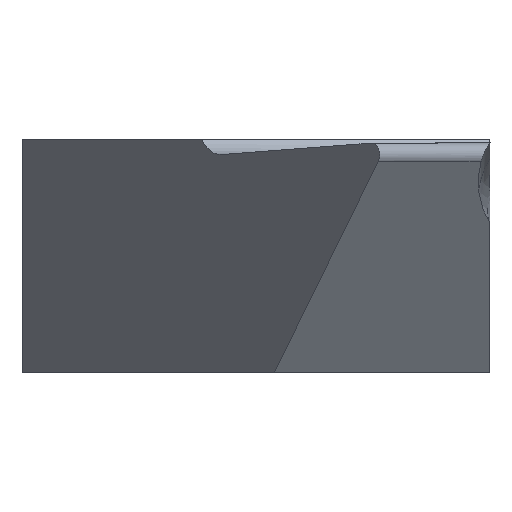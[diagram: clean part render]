
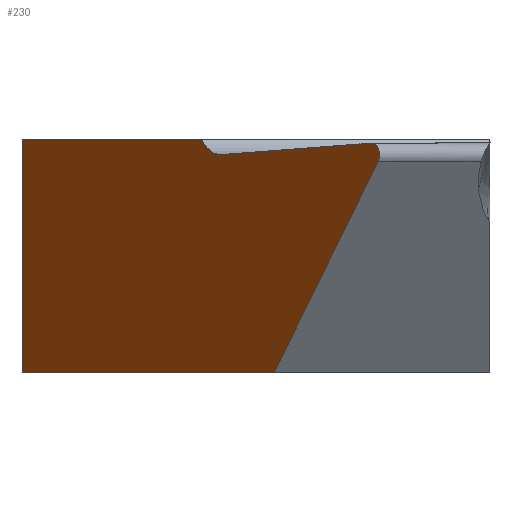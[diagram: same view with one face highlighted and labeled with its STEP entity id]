
A CAD part, left-side view. The second image highlights one B-rep face of the part: STEP entity #230.
In plain terms, the highlighted planar face has unit normal (-0.574, 0.819, 0).
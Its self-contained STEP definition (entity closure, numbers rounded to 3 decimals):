
#48 = VERTEX_POINT ( 'NONE', #1030 ) ;
#69 = LINE ( 'NONE', #574, #311 ) ;
#80 = EDGE_CURVE ( 'NONE', #633, #621, #209, .T. ) ;
#113 = DIRECTION ( 'NONE',  ( -0.819, -0.574, 0. ) ) ;
#141 = VERTEX_POINT ( 'NONE', #744 ) ;
#152 = CARTESIAN_POINT ( 'NONE',  ( -7.337, -1.475, -0.053 ) ) ;
#153 = VERTEX_POINT ( 'NONE', #560 ) ;
#159 = EDGE_LOOP ( 'NONE', ( #1056, #285, #340, #331, #763, #890, #429 ) ) ;
#168 = EDGE_CURVE ( 'NONE', #48, #153, #69, .T. ) ;
#209 = LINE ( 'NONE', #567, #843 ) ;
#225 = CARTESIAN_POINT ( 'NONE',  ( -4.233, 0.698, 0. ) ) ;
#230 = ADVANCED_FACE ( 'NONE', ( #252 ), #767, .T. ) ;
#252 = FACE_OUTER_BOUND ( 'NONE', #159, .T. ) ;
#274 = AXIS2_PLACEMENT_3D ( 'NONE', #677, #1071, #841 ) ;
#285 = ORIENTED_EDGE ( 'NONE', *, *, #915, .F. ) ;
#288 = CARTESIAN_POINT ( 'NONE',  ( -7.468, -1.567, -0.289 ) ) ;
#308 = LINE ( 'NONE', #527, #952 ) ;
#311 = VECTOR ( 'NONE', #817, 1000. ) ;
#319 = CARTESIAN_POINT ( 'NONE',  ( -4.452, 0.545, -0.208 ) ) ;
#331 = ORIENTED_EDGE ( 'NONE', *, *, #1087, .F. ) ;
#340 = ORIENTED_EDGE ( 'NONE', *, *, #80, .T. ) ;
#402 =( BOUNDED_CURVE ( )  B_SPLINE_CURVE ( 3, ( #1016, #696, #785, #288 ),
 .UNSPECIFIED., .F., .T. ) 
 B_SPLINE_CURVE_WITH_KNOTS ( ( 4, 4 ),
 ( 4.663, 6.897 ),
 .UNSPECIFIED. ) 
 CURVE ( )  GEOMETRIC_REPRESENTATION_ITEM ( )  RATIONAL_B_SPLINE_CURVE ( ( 1., 0.626, 0.626, 1. ) ) 
 REPRESENTATION_ITEM ( '' )  );
#429 = ORIENTED_EDGE ( 'NONE', *, *, #1074, .T. ) ;
#482 = VERTEX_POINT ( 'NONE', #800 ) ;
#527 = CARTESIAN_POINT ( 'NONE',  ( -7.019, -1.252, -0.929 ) ) ;
#531 = DIRECTION ( 'NONE',  ( 0.818, 0.573, -0.044 ) ) ;
#560 = CARTESIAN_POINT ( 'NONE',  ( -4.233, 0.698, 0. ) ) ;
#567 = CARTESIAN_POINT ( 'NONE',  ( -8.891, -2.563, 0.03 ) ) ;
#574 = CARTESIAN_POINT ( 'NONE',  ( -9., -2.64, 0. ) ) ;
#585 = LINE ( 'NONE', #1121, #759 ) ;
#590 = DIRECTION ( 'NONE',  ( 0., 0., 1. ) ) ;
#591 =( BOUNDED_CURVE ( )  B_SPLINE_CURVE ( 3, ( #225, #642, #319, #884 ),
 .UNSPECIFIED., .F., .F. ) 
 B_SPLINE_CURVE_WITH_KNOTS ( ( 4, 4 ),
 ( 3.835, 4.81 ),
 .UNSPECIFIED. ) 
 CURVE ( )  GEOMETRIC_REPRESENTATION_ITEM ( )  RATIONAL_B_SPLINE_CURVE ( ( 1., 0.922, 0.922, 1. ) ) 
 REPRESENTATION_ITEM ( '' )  );
#594 = LINE ( 'NONE', #990, #972 ) ;
#621 = VERTEX_POINT ( 'NONE', #1062 ) ;
#633 = VERTEX_POINT ( 'NONE', #152 ) ;
#642 = CARTESIAN_POINT ( 'NONE',  ( -4.32, 0.637, -0.135 ) ) ;
#663 = EDGE_CURVE ( 'NONE', #1051, #48, #594, .T. ) ;
#677 = CARTESIAN_POINT ( 'NONE',  ( -9., -2.64, -3. ) ) ;
#696 = CARTESIAN_POINT ( 'NONE',  ( -7.481, -1.576, -0.045 ) ) ;
#744 = CARTESIAN_POINT ( 'NONE',  ( -7.468, -1.567, -0.289 ) ) ;
#759 = VECTOR ( 'NONE', #113, 1000. ) ;
#763 = ORIENTED_EDGE ( 'NONE', *, *, #168, .F. ) ;
#767 = PLANE ( 'NONE',  #274 ) ;
#785 = CARTESIAN_POINT ( 'NONE',  ( -7.55, -1.625, -0.171 ) ) ;
#800 = CARTESIAN_POINT ( 'NONE',  ( -5.567, -0.235, -3. ) ) ;
#817 = DIRECTION ( 'NONE',  ( -0.819, -0.574, 0. ) ) ;
#841 = DIRECTION ( 'NONE',  ( -0.819, -0.574, 0. ) ) ;
#843 = VECTOR ( 'NONE', #531, 1000. ) ;
#873 = CARTESIAN_POINT ( 'NONE',  ( -0.946, 3., -3. ) ) ;
#878 = EDGE_CURVE ( 'NONE', #482, #141, #308, .T. ) ;
#884 = CARTESIAN_POINT ( 'NONE',  ( -4.596, 0.444, -0.2 ) ) ;
#890 = ORIENTED_EDGE ( 'NONE', *, *, #663, .F. ) ;
#915 = EDGE_CURVE ( 'NONE', #633, #141, #402, .T. ) ;
#952 = VECTOR ( 'NONE', #1091, 1000. ) ;
#972 = VECTOR ( 'NONE', #590, 1000. ) ;
#990 = CARTESIAN_POINT ( 'NONE',  ( -0.946, 3., -3. ) ) ;
#1016 = CARTESIAN_POINT ( 'NONE',  ( -7.337, -1.475, -0.053 ) ) ;
#1030 = CARTESIAN_POINT ( 'NONE',  ( -0.946, 3., 0. ) ) ;
#1051 = VERTEX_POINT ( 'NONE', #873 ) ;
#1056 = ORIENTED_EDGE ( 'NONE', *, *, #878, .T. ) ;
#1062 = CARTESIAN_POINT ( 'NONE',  ( -4.596, 0.444, -0.2 ) ) ;
#1071 = DIRECTION ( 'NONE',  ( -0.574, 0.819, 0. ) ) ;
#1074 = EDGE_CURVE ( 'NONE', #1051, #482, #585, .T. ) ;
#1087 = EDGE_CURVE ( 'NONE', #153, #621, #591, .T. ) ;
#1091 = DIRECTION ( 'NONE',  ( -0.533, -0.373, 0.76 ) ) ;
#1121 = CARTESIAN_POINT ( 'NONE',  ( -9., -2.64, -3. ) ) ;
